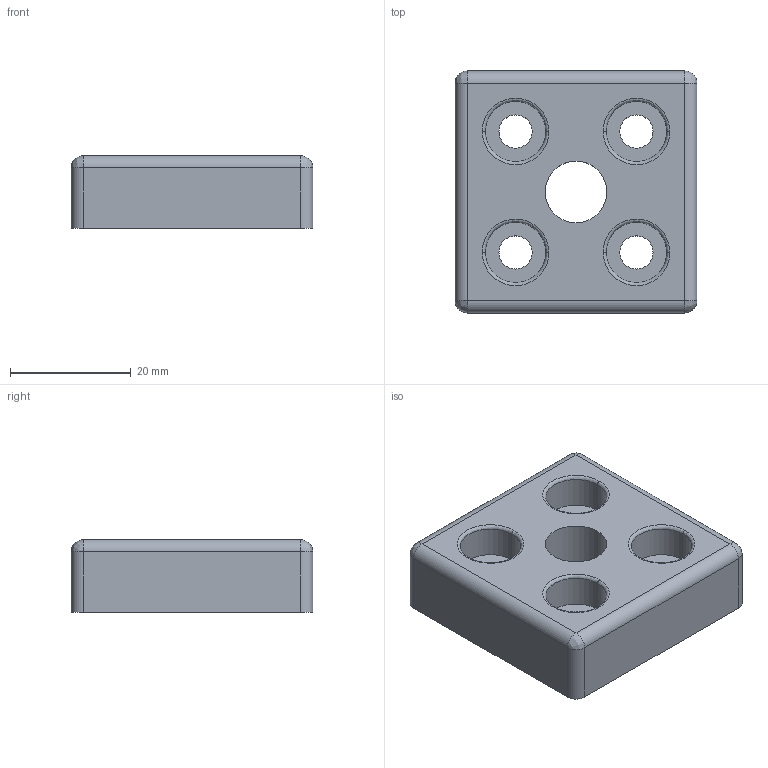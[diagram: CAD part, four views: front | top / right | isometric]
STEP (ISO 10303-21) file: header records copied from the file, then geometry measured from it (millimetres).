
FILE_DESCRIPTION (( 'STEP AP203' ), '1' );
FILE_NAME ('203500305_c_1.STEP', '2022-11-04T14:49:07', ( '' ), ( '' ), 'SwSTEP 2.0', 'SolidWorks 2014', '' );
FILE_SCHEMA (( 'CONFIG_CONTROL_DESIGN' ));
Length unit declared in the file: millimetre
Products named in the file (1): 203500305_c_1
Bounding box: 40 x 40 x 12 mm (x, y, z)
Volume: 12064.2 mm3; surface area: 8188.1 mm2
Topology: 1 solids, 1 shells, 148 faces, 349 edges, 195 vertices
Faces by surface type: cylinder 75, bspline 51, plane 22
Entity records: 5895 total; most frequent: CARTESIAN_POINT 2629, DIRECTION 693, ORIENTED_EDGE 658, EDGE_CURVE 329, AXIS2_PLACEMENT_3D 297, CIRCLE 199, VERTEX_POINT 195, EDGE_LOOP 170
